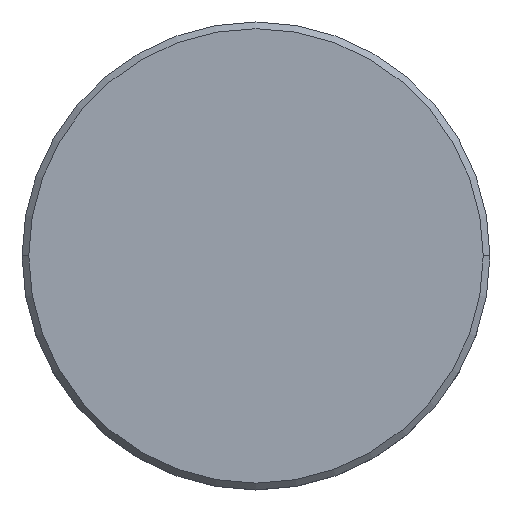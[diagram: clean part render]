
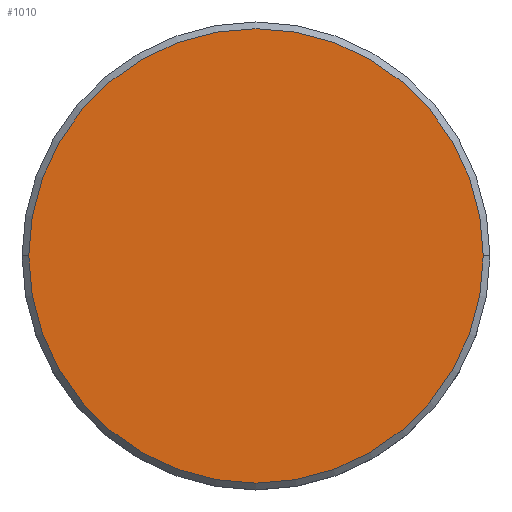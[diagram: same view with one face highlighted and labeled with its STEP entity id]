
A CAD part, top view. The second image highlights one B-rep face of the part: STEP entity #1010.
In plain terms, the highlighted planar face has unit normal (0, 0, 1).
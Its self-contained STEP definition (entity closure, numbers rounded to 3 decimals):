
#35 = ORIENTED_EDGE ( 'NONE', *, *, #921, .T. ) ;
#84 = EDGE_LOOP ( 'NONE', ( #35, #125 ) ) ;
#125 = ORIENTED_EDGE ( 'NONE', *, *, #625, .T. ) ;
#337 = DIRECTION ( 'NONE',  ( 1., 0., 0. ) ) ;
#369 = DIRECTION ( 'NONE',  ( 1., 0., 0. ) ) ;
#420 = CARTESIAN_POINT ( 'NONE',  ( -17., 0., 0. ) ) ;
#443 = VERTEX_POINT ( 'NONE', #420 ) ;
#450 = AXIS2_PLACEMENT_3D ( 'NONE', #455, #1105, #369 ) ;
#455 = CARTESIAN_POINT ( 'NONE',  ( 0., 0., 0. ) ) ;
#473 = CIRCLE ( 'NONE', #823, 17. ) ;
#546 = CARTESIAN_POINT ( 'NONE',  ( 17., 0., 0. ) ) ;
#625 = EDGE_CURVE ( 'NONE', #999, #443, #792, .T. ) ;
#647 = DIRECTION ( 'NONE',  ( 0., 0., 1. ) ) ;
#657 = PLANE ( 'NONE',  #1048 ) ;
#756 = DIRECTION ( 'NONE',  ( 1., 0., 0. ) ) ;
#792 = CIRCLE ( 'NONE', #450, 17. ) ;
#796 = CARTESIAN_POINT ( 'NONE',  ( 0., 0., 0. ) ) ;
#823 = AXIS2_PLACEMENT_3D ( 'NONE', #796, #978, #337 ) ;
#921 = EDGE_CURVE ( 'NONE', #443, #999, #473, .T. ) ;
#924 = CARTESIAN_POINT ( 'NONE',  ( 0., 0., 0. ) ) ;
#978 = DIRECTION ( 'NONE',  ( 0., 0., 1. ) ) ;
#999 = VERTEX_POINT ( 'NONE', #546 ) ;
#1010 = ADVANCED_FACE ( 'NONE', ( #1168 ), #657, .T. ) ;
#1048 = AXIS2_PLACEMENT_3D ( 'NONE', #924, #647, #756 ) ;
#1105 = DIRECTION ( 'NONE',  ( 0., 0., 1. ) ) ;
#1168 = FACE_OUTER_BOUND ( 'NONE', #84, .T. ) ;
